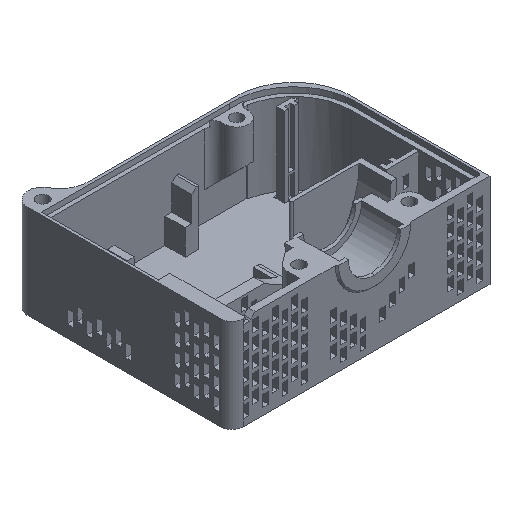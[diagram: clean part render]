
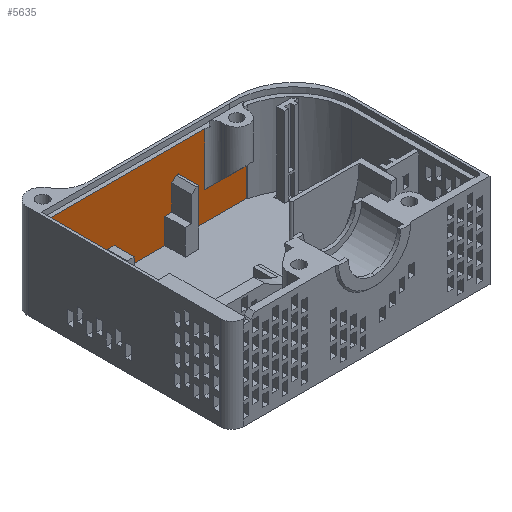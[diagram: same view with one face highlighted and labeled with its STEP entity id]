
A CAD part, isometric view. The second image highlights one B-rep face of the part: STEP entity #5635.
In plain terms, the highlighted planar face has unit normal (0, -1, 0).
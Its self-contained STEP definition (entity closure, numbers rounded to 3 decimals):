
#845 = CARTESIAN_POINT ( 'NONE',  ( -26.7, 66., -21.35 ) ) ;
#976 = PLANE ( 'NONE',  #10924 ) ;
#979 = EDGE_CURVE ( 'NONE', #30980, #13287, #3751, .T. ) ;
#1178 = VERTEX_POINT ( 'NONE', #1964 ) ;
#1233 = VECTOR ( 'NONE', #30144, 1000. ) ;
#1293 = EDGE_CURVE ( 'NONE', #19364, #22812, #17660, .T. ) ;
#1369 = CARTESIAN_POINT ( 'NONE',  ( -24.3, 66., -30.3 ) ) ;
#1406 = EDGE_CURVE ( 'NONE', #19400, #8187, #12162, .T. ) ;
#1656 = VECTOR ( 'NONE', #20348, 1000. ) ;
#1689 = CARTESIAN_POINT ( 'NONE',  ( 22.029, 66., -20.3 ) ) ;
#1701 = CARTESIAN_POINT ( 'NONE',  ( 0., 66., -11. ) ) ;
#1798 = DIRECTION ( 'NONE',  ( -1., 0., 0. ) ) ;
#1823 = LINE ( 'NONE', #6946, #26503 ) ;
#1880 = DIRECTION ( 'NONE',  ( 0., 0., -1. ) ) ;
#1964 = CARTESIAN_POINT ( 'NONE',  ( -4.15, 66., -12.5 ) ) ;
#2042 = LINE ( 'NONE', #21745, #25645 ) ;
#2942 = CARTESIAN_POINT ( 'NONE',  ( 4.175, 66., -4.175 ) ) ;
#3088 = VECTOR ( 'NONE', #27402, 1000. ) ;
#3097 = EDGE_CURVE ( 'NONE', #13287, #28804, #15976, .T. ) ;
#3392 = LINE ( 'NONE', #30582, #3088 ) ;
#3557 = VERTEX_POINT ( 'NONE', #25274 ) ;
#3590 = VERTEX_POINT ( 'NONE', #22869 ) ;
#3654 = CARTESIAN_POINT ( 'NONE',  ( 7.3, 66., 0. ) ) ;
#3751 = LINE ( 'NONE', #25683, #30014 ) ;
#3849 = VECTOR ( 'NONE', #19545, 1000. ) ;
#3922 = EDGE_CURVE ( 'NONE', #3590, #28951, #5054, .T. ) ;
#4441 = ORIENTED_EDGE ( 'NONE', *, *, #23392, .F. ) ;
#4443 = ORIENTED_EDGE ( 'NONE', *, *, #4515, .F. ) ;
#4515 = EDGE_CURVE ( 'NONE', #6081, #3557, #9454, .T. ) ;
#4700 = EDGE_CURVE ( 'NONE', #8476, #30980, #15836, .T. ) ;
#5054 = LINE ( 'NONE', #14835, #14731 ) ;
#5219 = LINE ( 'NONE', #9405, #27213 ) ;
#5325 = DIRECTION ( 'NONE',  ( 1., 0., 0. ) ) ;
#5574 = CARTESIAN_POINT ( 'NONE',  ( -6.55, 66., -21.35 ) ) ;
#5635 = ADVANCED_FACE ( 'NONE', ( #15408 ), #976, .F. ) ;
#5844 = DIRECTION ( 'NONE',  ( 0., 0., -1. ) ) ;
#5896 = ORIENTED_EDGE ( 'NONE', *, *, #29323, .F. ) ;
#6081 = VERTEX_POINT ( 'NONE', #1689 ) ;
#6087 = LINE ( 'NONE', #15868, #1656 ) ;
#6162 = CARTESIAN_POINT ( 'NONE',  ( 7.3, 66., -20.3 ) ) ;
#6215 = DIRECTION ( 'NONE',  ( -1., 0., 0. ) ) ;
#6472 = DIRECTION ( 'NONE',  ( -1., 0., 0. ) ) ;
#6946 = CARTESIAN_POINT ( 'NONE',  ( 0., 66., -30.3 ) ) ;
#7398 = CARTESIAN_POINT ( 'NONE',  ( 0., 66., -20.3 ) ) ;
#7689 = ORIENTED_EDGE ( 'NONE', *, *, #22117, .F. ) ;
#7882 = VECTOR ( 'NONE', #1798, 1000. ) ;
#8038 = VECTOR ( 'NONE', #6215, 1000. ) ;
#8187 = VERTEX_POINT ( 'NONE', #16707 ) ;
#8384 = LINE ( 'NONE', #2942, #1233 ) ;
#8404 = CARTESIAN_POINT ( 'NONE',  ( -26.7, 66., 0. ) ) ;
#8476 = VERTEX_POINT ( 'NONE', #14412 ) ;
#8625 = LINE ( 'NONE', #3654, #27347 ) ;
#8702 = CARTESIAN_POINT ( 'NONE',  ( -26.7, 66., -30.3 ) ) ;
#8706 = CARTESIAN_POINT ( 'NONE',  ( 0., 66., -30.3 ) ) ;
#8769 = DIRECTION ( 'NONE',  ( -1., 0., 0. ) ) ;
#9024 = LINE ( 'NONE', #8706, #7882 ) ;
#9109 = ORIENTED_EDGE ( 'NONE', *, *, #1406, .F. ) ;
#9197 = ORIENTED_EDGE ( 'NONE', *, *, #18587, .T. ) ;
#9304 = ORIENTED_EDGE ( 'NONE', *, *, #14352, .F. ) ;
#9405 = CARTESIAN_POINT ( 'NONE',  ( 0., 66., -21.35 ) ) ;
#9454 = LINE ( 'NONE', #21922, #16747 ) ;
#9483 = ORIENTED_EDGE ( 'NONE', *, *, #3922, .T. ) ;
#9550 = DIRECTION ( 'NONE',  ( 1., 0., 0. ) ) ;
#10145 = VECTOR ( 'NONE', #9550, 1000. ) ;
#10849 = EDGE_CURVE ( 'NONE', #13828, #28167, #5219, .T. ) ;
#10924 = AXIS2_PLACEMENT_3D ( 'NONE', #15568, #22768, #20678 ) ;
#11557 = EDGE_CURVE ( 'NONE', #19364, #19400, #14750, .T. ) ;
#11787 = LINE ( 'NONE', #1701, #10145 ) ;
#12162 = LINE ( 'NONE', #21306, #3849 ) ;
#12180 = CARTESIAN_POINT ( 'NONE',  ( -46.85, 66., 0. ) ) ;
#12919 = EDGE_LOOP ( 'NONE', ( #9109, #21738, #25647, #24836, #16796, #4441, #22178, #18072, #24388, #5896, #19440, #9304, #19509, #27842, #9483, #17018, #4443, #9197, #7689 ) ) ;
#13287 = VERTEX_POINT ( 'NONE', #13813 ) ;
#13311 = VECTOR ( 'NONE', #26753, 1000. ) ;
#13522 = DIRECTION ( 'NONE',  ( 0., 0., 1. ) ) ;
#13667 = VERTEX_POINT ( 'NONE', #19195 ) ;
#13725 = EDGE_CURVE ( 'NONE', #22812, #15398, #2042, .T. ) ;
#13813 = CARTESIAN_POINT ( 'NONE',  ( -24.3, 66., -21.35 ) ) ;
#13828 = VERTEX_POINT ( 'NONE', #27796 ) ;
#13964 = CARTESIAN_POINT ( 'NONE',  ( -1.75, 66., -30.3 ) ) ;
#14248 = CARTESIAN_POINT ( 'NONE',  ( -44.45, 66., -30.3 ) ) ;
#14352 = EDGE_CURVE ( 'NONE', #1178, #13828, #3392, .T. ) ;
#14412 = CARTESIAN_POINT ( 'NONE',  ( -6.55, 66., -30.3 ) ) ;
#14731 = VECTOR ( 'NONE', #15161, 1000. ) ;
#14750 = LINE ( 'NONE', #12180, #13311 ) ;
#14835 = CARTESIAN_POINT ( 'NONE',  ( -1.75, 66., 0. ) ) ;
#14854 = CARTESIAN_POINT ( 'NONE',  ( -44.45, 66., -21.35 ) ) ;
#14994 = DIRECTION ( 'NONE',  ( -1., 0., 0. ) ) ;
#15161 = DIRECTION ( 'NONE',  ( 0., 0., -1. ) ) ;
#15398 = VERTEX_POINT ( 'NONE', #14248 ) ;
#15408 = FACE_OUTER_BOUND ( 'NONE', #12919, .T. ) ;
#15568 = CARTESIAN_POINT ( 'NONE',  ( 0., 66., 0. ) ) ;
#15836 = LINE ( 'NONE', #28452, #8038 ) ;
#15868 = CARTESIAN_POINT ( 'NONE',  ( -6.55, 66., 0. ) ) ;
#15976 = LINE ( 'NONE', #20932, #31048 ) ;
#16707 = CARTESIAN_POINT ( 'NONE',  ( 7.3, 66., -1.9 ) ) ;
#16747 = VECTOR ( 'NONE', #19231, 1000. ) ;
#16796 = ORIENTED_EDGE ( 'NONE', *, *, #24562, .F. ) ;
#17018 = ORIENTED_EDGE ( 'NONE', *, *, #31258, .F. ) ;
#17168 = VECTOR ( 'NONE', #5844, 1000. ) ;
#17534 = CARTESIAN_POINT ( 'NONE',  ( -46.85, 66., -21.35 ) ) ;
#17660 = LINE ( 'NONE', #27253, #30420 ) ;
#18018 = LINE ( 'NONE', #8404, #17168 ) ;
#18072 = ORIENTED_EDGE ( 'NONE', *, *, #979, .F. ) ;
#18587 = EDGE_CURVE ( 'NONE', #6081, #25518, #23896, .T. ) ;
#19195 = CARTESIAN_POINT ( 'NONE',  ( -2.65, 66., -11. ) ) ;
#19231 = DIRECTION ( 'NONE',  ( 0., 0., -1. ) ) ;
#19364 = VERTEX_POINT ( 'NONE', #17534 ) ;
#19400 = VERTEX_POINT ( 'NONE', #27442 ) ;
#19440 = ORIENTED_EDGE ( 'NONE', *, *, #10849, .F. ) ;
#19509 = ORIENTED_EDGE ( 'NONE', *, *, #31139, .T. ) ;
#19545 = DIRECTION ( 'NONE',  ( 1., 0., 0. ) ) ;
#20348 = DIRECTION ( 'NONE',  ( 0., 0., -1. ) ) ;
#20678 = DIRECTION ( 'NONE',  ( 0., 0., -1. ) ) ;
#20932 = CARTESIAN_POINT ( 'NONE',  ( 0., 66., -21.35 ) ) ;
#21306 = CARTESIAN_POINT ( 'NONE',  ( 0., 66., -1.9 ) ) ;
#21581 = VERTEX_POINT ( 'NONE', #8702 ) ;
#21738 = ORIENTED_EDGE ( 'NONE', *, *, #11557, .F. ) ;
#21745 = CARTESIAN_POINT ( 'NONE',  ( -44.45, 66., 0. ) ) ;
#21922 = CARTESIAN_POINT ( 'NONE',  ( 22.029, 66., -20.3 ) ) ;
#22117 = EDGE_CURVE ( 'NONE', #8187, #25518, #8625, .T. ) ;
#22178 = ORIENTED_EDGE ( 'NONE', *, *, #3097, .F. ) ;
#22483 = VECTOR ( 'NONE', #27082, 1000. ) ;
#22768 = DIRECTION ( 'NONE',  ( 0., 1., 0. ) ) ;
#22812 = VERTEX_POINT ( 'NONE', #14854 ) ;
#22869 = CARTESIAN_POINT ( 'NONE',  ( -1.75, 66., -11. ) ) ;
#23392 = EDGE_CURVE ( 'NONE', #28804, #21581, #18018, .T. ) ;
#23896 = LINE ( 'NONE', #7398, #22483 ) ;
#24213 = EDGE_CURVE ( 'NONE', #13667, #3590, #11787, .T. ) ;
#24388 = ORIENTED_EDGE ( 'NONE', *, *, #4700, .F. ) ;
#24562 = EDGE_CURVE ( 'NONE', #21581, #15398, #1823, .T. ) ;
#24836 = ORIENTED_EDGE ( 'NONE', *, *, #13725, .T. ) ;
#25274 = CARTESIAN_POINT ( 'NONE',  ( 22.029, 66., -30.3 ) ) ;
#25518 = VERTEX_POINT ( 'NONE', #6162 ) ;
#25645 = VECTOR ( 'NONE', #1880, 1000. ) ;
#25647 = ORIENTED_EDGE ( 'NONE', *, *, #1293, .T. ) ;
#25683 = CARTESIAN_POINT ( 'NONE',  ( -24.3, 66., 0. ) ) ;
#26503 = VECTOR ( 'NONE', #6472, 1000. ) ;
#26753 = DIRECTION ( 'NONE',  ( 0., 0., 1. ) ) ;
#27082 = DIRECTION ( 'NONE',  ( -1., 0., 0. ) ) ;
#27213 = VECTOR ( 'NONE', #14994, 1000. ) ;
#27253 = CARTESIAN_POINT ( 'NONE',  ( 0., 66., -21.35 ) ) ;
#27347 = VECTOR ( 'NONE', #28140, 1000. ) ;
#27402 = DIRECTION ( 'NONE',  ( 0., 0., -1. ) ) ;
#27442 = CARTESIAN_POINT ( 'NONE',  ( -46.85, 66., -1.9 ) ) ;
#27796 = CARTESIAN_POINT ( 'NONE',  ( -4.15, 66., -21.35 ) ) ;
#27842 = ORIENTED_EDGE ( 'NONE', *, *, #24213, .T. ) ;
#28140 = DIRECTION ( 'NONE',  ( 0., 0., -1. ) ) ;
#28167 = VERTEX_POINT ( 'NONE', #5574 ) ;
#28452 = CARTESIAN_POINT ( 'NONE',  ( 0., 66., -30.3 ) ) ;
#28804 = VERTEX_POINT ( 'NONE', #845 ) ;
#28951 = VERTEX_POINT ( 'NONE', #13964 ) ;
#29323 = EDGE_CURVE ( 'NONE', #28167, #8476, #6087, .T. ) ;
#30014 = VECTOR ( 'NONE', #13522, 1000. ) ;
#30144 = DIRECTION ( 'NONE',  ( 0.707, 0., 0.707 ) ) ;
#30420 = VECTOR ( 'NONE', #5325, 1000. ) ;
#30582 = CARTESIAN_POINT ( 'NONE',  ( -4.15, 66., 0. ) ) ;
#30980 = VERTEX_POINT ( 'NONE', #1369 ) ;
#31048 = VECTOR ( 'NONE', #8769, 1000. ) ;
#31139 = EDGE_CURVE ( 'NONE', #1178, #13667, #8384, .T. ) ;
#31258 = EDGE_CURVE ( 'NONE', #3557, #28951, #9024, .T. ) ;
